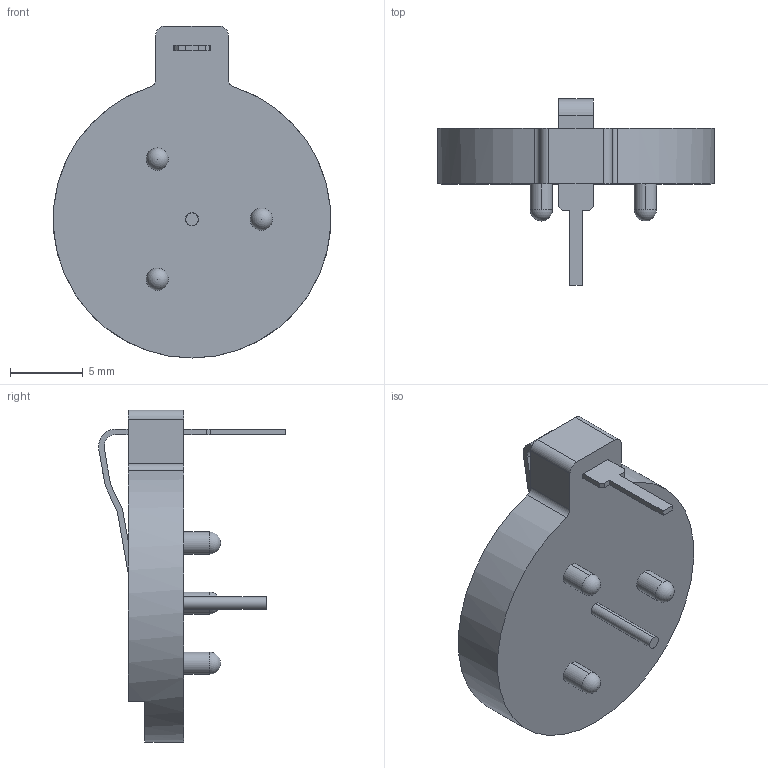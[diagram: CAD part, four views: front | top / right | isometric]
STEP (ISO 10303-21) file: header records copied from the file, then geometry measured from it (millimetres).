
FILE_DESCRIPTION (( 'STEP AP214' ), '1' );
FILE_NAME ('502-3.STEP', '2013-04-18T12:33:27', ( 'Richard Maletta' ), ( '' ), 'SwSTEP 2.0', 'SolidWorks 2009', '' );
FILE_SCHEMA (( 'AUTOMOTIVE_DESIGN' ));
Length unit declared in the file: inch
Products named in the file (1): 502-3
Bounding box: 19.01 x 12.83 x 22.78 mm (x, y, z)
Volume: 715.7 mm3; surface area: 1087.6 mm2
Topology: 1 solids, 1 shells, 81 faces, 220 edges, 143 vertices
Faces by surface type: plane 52, cylinder 24, sphere 3, cone 2
Entity records: 3104 total; most frequent: CARTESIAN_POINT 430, DIRECTION 429, ORIENTED_EDGE 422, EDGE_CURVE 211, VECTOR 157, LINE 157, VERTEX_POINT 137, AXIS2_PLACEMENT_3D 136
